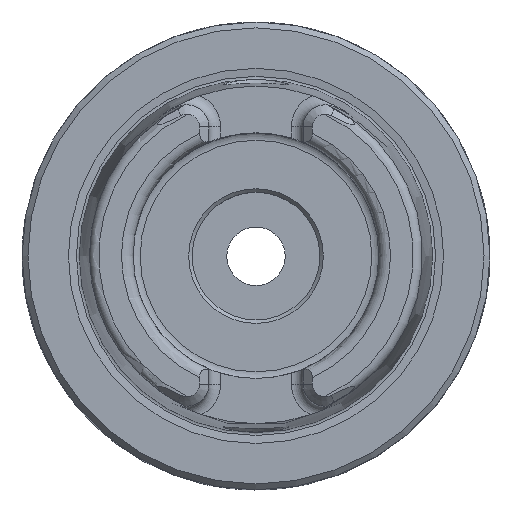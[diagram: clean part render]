
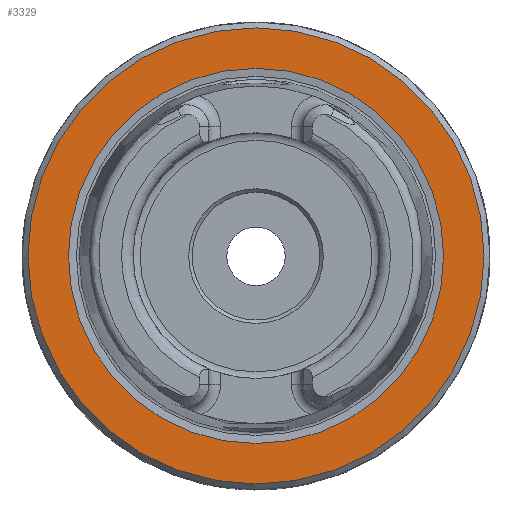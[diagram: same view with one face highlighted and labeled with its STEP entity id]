
A CAD part, top view. The second image highlights one B-rep face of the part: STEP entity #3329.
In plain terms, the highlighted planar face has unit normal (0, 0, 1).
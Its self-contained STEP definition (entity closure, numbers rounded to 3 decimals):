
#405=PLANE('',#3567);
#836=ORIENTED_EDGE('',*,*,#1314,.T.);
#837=ORIENTED_EDGE('',*,*,#1315,.F.);
#1314=EDGE_CURVE('',#1555,#1555,#1671,.T.);
#1315=EDGE_CURVE('',#1556,#1556,#1672,.T.);
#1555=VERTEX_POINT('',#5321);
#1556=VERTEX_POINT('',#5324);
#1671=CIRCLE('',#3566,16.04);
#1672=CIRCLE('',#3568,19.5);
#1832=EDGE_LOOP('',(#836));
#1833=EDGE_LOOP('',(#837));
#2044=FACE_BOUND('',#1832,.T.);
#2045=FACE_BOUND('',#1833,.T.);
#3329=ADVANCED_FACE('',(#2044,#2045),#405,.T.);
#3566=AXIS2_PLACEMENT_3D('',#5320,#4119,#4120);
#3567=AXIS2_PLACEMENT_3D('',#5322,#4121,#4122);
#3568=AXIS2_PLACEMENT_3D('',#5323,#4123,#4124);
#4119=DIRECTION('',(0.,0.,-1.));
#4120=DIRECTION('',(-1.,0.,0.));
#4121=DIRECTION('',(0.,0.,1.));
#4122=DIRECTION('',(1.,0.,0.));
#4123=DIRECTION('',(0.,0.,-1.));
#4124=DIRECTION('',(-1.,0.,0.));
#5320=CARTESIAN_POINT('',(0.,0.,0.));
#5321=CARTESIAN_POINT('',(-16.04,0.,0.));
#5322=CARTESIAN_POINT('',(-16.04,0.,0.));
#5323=CARTESIAN_POINT('',(0.,0.,0.));
#5324=CARTESIAN_POINT('',(-19.5,0.,0.));
